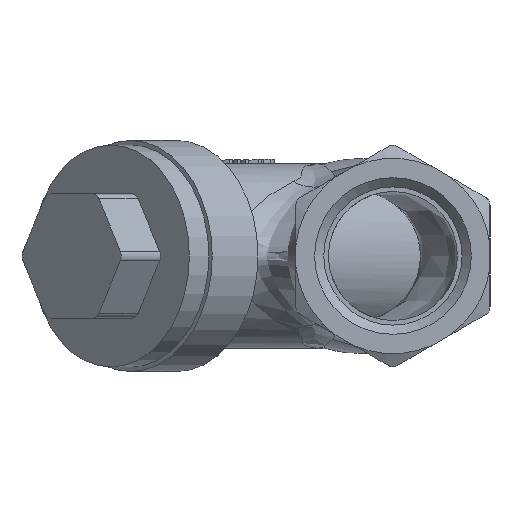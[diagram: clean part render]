
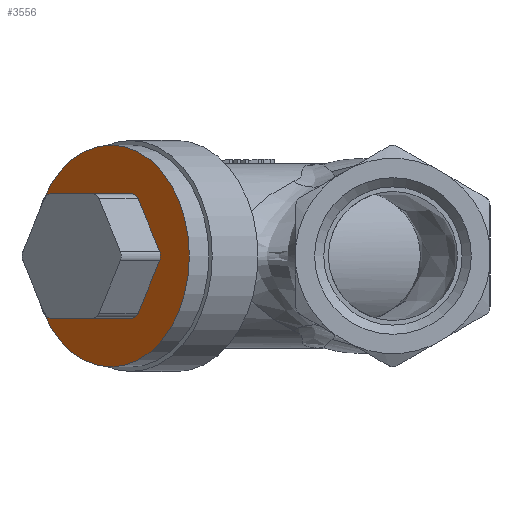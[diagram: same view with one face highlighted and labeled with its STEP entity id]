
A CAD part, left-side view. The second image highlights one B-rep face of the part: STEP entity #3556.
In plain terms, the highlighted planar face has unit normal (-0.707, 0.707, 0).
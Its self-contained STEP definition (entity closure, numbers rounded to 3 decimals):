
#131=CIRCLE('',#3782,1.);
#137=CIRCLE('',#3791,1.);
#138=CIRCLE('',#3794,1.);
#139=CIRCLE('',#3797,1.);
#140=CIRCLE('',#3800,1.);
#141=CIRCLE('',#3803,1.);
#167=CIRCLE('',#3883,12.);
#188=FACE_BOUND('',#1027,.T.);
#289=LINE('',#6874,#459);
#298=LINE('',#6904,#468);
#301=LINE('',#6912,#471);
#304=LINE('',#6920,#474);
#306=LINE('',#6926,#476);
#355=LINE('',#8179,#525);
#459=VECTOR('',#4376,10.);
#468=VECTOR('',#4403,10.);
#471=VECTOR('',#4412,10.);
#474=VECTOR('',#4421,10.);
#476=VECTOR('',#4429,10.);
#525=VECTOR('',#4638,10.);
#605=PLANE('',#3885);
#823=FACE_OUTER_BOUND('',#1026,.T.);
#1026=EDGE_LOOP('',(#3039));
#1027=EDGE_LOOP('',(#3040,#3041,#3042,#3043,#3044,#3045,#3046,#3047,#3048,
#3049,#3050,#3051));
#1486=VERTEX_POINT('',#6864);
#1487=VERTEX_POINT('',#6866);
#1489=VERTEX_POINT('',#6872);
#1499=VERTEX_POINT('',#6896);
#1500=VERTEX_POINT('',#6898);
#1501=VERTEX_POINT('',#6902);
#1502=VERTEX_POINT('',#6906);
#1503=VERTEX_POINT('',#6908);
#1504=VERTEX_POINT('',#6914);
#1505=VERTEX_POINT('',#6918);
#1506=VERTEX_POINT('',#6922);
#1507=VERTEX_POINT('',#6928);
#1595=VERTEX_POINT('',#8181);
#1913=EDGE_CURVE('',#1486,#1487,#131,.F.);
#1917=EDGE_CURVE('',#1486,#1489,#289,.T.);
#1929=EDGE_CURVE('',#1499,#1500,#137,.F.);
#1932=EDGE_CURVE('',#1499,#1501,#298,.T.);
#1934=EDGE_CURVE('',#1502,#1503,#138,.F.);
#1936=EDGE_CURVE('',#1502,#1487,#301,.T.);
#1938=EDGE_CURVE('',#1504,#1489,#139,.F.);
#1940=EDGE_CURVE('',#1504,#1505,#304,.T.);
#1942=EDGE_CURVE('',#1506,#1505,#140,.F.);
#1943=EDGE_CURVE('',#1506,#1500,#306,.T.);
#1945=EDGE_CURVE('',#1507,#1501,#141,.F.);
#2100=EDGE_CURVE('',#1507,#1503,#355,.T.);
#2101=EDGE_CURVE('',#1595,#1595,#167,.T.);
#3039=ORIENTED_EDGE('',*,*,#2101,.T.);
#3040=ORIENTED_EDGE('',*,*,#1936,.T.);
#3041=ORIENTED_EDGE('',*,*,#1913,.F.);
#3042=ORIENTED_EDGE('',*,*,#1917,.T.);
#3043=ORIENTED_EDGE('',*,*,#1938,.F.);
#3044=ORIENTED_EDGE('',*,*,#1940,.T.);
#3045=ORIENTED_EDGE('',*,*,#1942,.F.);
#3046=ORIENTED_EDGE('',*,*,#1943,.T.);
#3047=ORIENTED_EDGE('',*,*,#1929,.F.);
#3048=ORIENTED_EDGE('',*,*,#1932,.T.);
#3049=ORIENTED_EDGE('',*,*,#1945,.F.);
#3050=ORIENTED_EDGE('',*,*,#2100,.T.);
#3051=ORIENTED_EDGE('',*,*,#1934,.F.);
#3556=ADVANCED_FACE('',(#823,#188),#605,.F.);
#3782=AXIS2_PLACEMENT_3D('',#6867,#4369,#4370);
#3791=AXIS2_PLACEMENT_3D('',#6899,#4397,#4398);
#3794=AXIS2_PLACEMENT_3D('',#6909,#4407,#4408);
#3797=AXIS2_PLACEMENT_3D('',#6916,#4416,#4417);
#3800=AXIS2_PLACEMENT_3D('',#6924,#4425,#4426);
#3803=AXIS2_PLACEMENT_3D('',#6930,#4433,#4434);
#3883=AXIS2_PLACEMENT_3D('',#8182,#4641,#4642);
#3885=AXIS2_PLACEMENT_3D('',#8186,#4646,#4647);
#4369=DIRECTION('center_axis',(0.707,-0.707,0.));
#4370=DIRECTION('ref_axis',(0.707,0.707,0.));
#4376=DIRECTION('',(-0.354,-0.354,0.866));
#4397=DIRECTION('center_axis',(0.707,-0.707,0.));
#4398=DIRECTION('ref_axis',(-0.707,-0.707,0.));
#4403=DIRECTION('',(0.354,0.354,-0.866));
#4407=DIRECTION('center_axis',(0.707,-0.707,0.));
#4408=DIRECTION('ref_axis',(0.354,0.354,-0.866));
#4412=DIRECTION('',(0.354,0.354,0.866));
#4416=DIRECTION('center_axis',(0.707,-0.707,0.));
#4417=DIRECTION('ref_axis',(0.354,0.354,0.866));
#4421=DIRECTION('',(-0.707,-0.707,0.));
#4425=DIRECTION('center_axis',(0.707,-0.707,0.));
#4426=DIRECTION('ref_axis',(-0.354,-0.354,0.866));
#4429=DIRECTION('',(-0.354,-0.354,-0.866));
#4433=DIRECTION('center_axis',(0.707,-0.707,0.));
#4434=DIRECTION('ref_axis',(-0.354,-0.354,-0.866));
#4638=DIRECTION('',(0.707,0.707,0.));
#4641=DIRECTION('center_axis',(-0.707,0.707,0.));
#4642=DIRECTION('ref_axis',(0.,0.,1.));
#4646=DIRECTION('center_axis',(0.707,-0.707,0.));
#4647=DIRECTION('ref_axis',(0.,0.,
-1.));
#6864=CARTESIAN_POINT('',(18.725,35.781,0.5));
#6866=CARTESIAN_POINT('',(18.725,35.781,-0.5));
#6867=CARTESIAN_POINT('Origin',(18.112,35.169,0.));
#6872=CARTESIAN_POINT('',(16.394,33.45,6.209));
#6874=CARTESIAN_POINT('',(16.874,33.931,5.032));
#6896=CARTESIAN_POINT('',(8.177,25.233,-0.5));
#6898=CARTESIAN_POINT('',(8.177,25.233,0.5));
#6899=CARTESIAN_POINT('Origin',(8.789,25.846,0.));
#6902=CARTESIAN_POINT('',(10.508,27.564,-6.209));
#6904=CARTESIAN_POINT('',(10.027,27.083,-5.032));
#6906=CARTESIAN_POINT('',(16.394,33.45,-6.209));
#6908=CARTESIAN_POINT('',(15.781,32.838,-6.709));
#6909=CARTESIAN_POINT('Origin',(15.781,32.838,-5.709));
#6912=CARTESIAN_POINT('',(18.244,35.3,-1.677));
#6914=CARTESIAN_POINT('',(15.781,32.838,6.709));
#6916=CARTESIAN_POINT('Origin',(15.781,32.838,5.709));
#6918=CARTESIAN_POINT('',(11.12,28.176,6.709));
#6920=CARTESIAN_POINT('',(12.081,29.138,6.709));
#6922=CARTESIAN_POINT('',(10.508,27.564,6.209));
#6924=CARTESIAN_POINT('Origin',(11.12,28.176,5.709));
#6926=CARTESIAN_POINT('',(8.657,25.714,1.677));
#6928=CARTESIAN_POINT('',(11.12,28.176,-6.709));
#6930=CARTESIAN_POINT('Origin',(11.12,28.176,-5.709));
#8179=CARTESIAN_POINT('',(14.82,31.877,-6.709));
#8181=CARTESIAN_POINT('',(13.451,30.507,-12.));
#8182=CARTESIAN_POINT('Origin',(13.451,30.507,0.));
#8186=CARTESIAN_POINT('Origin',(13.451,30.507,0.));
